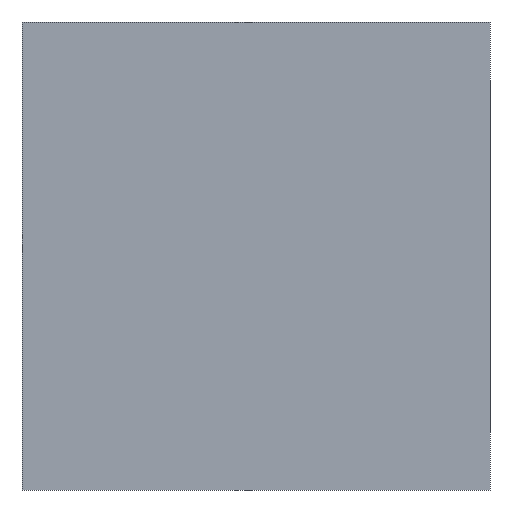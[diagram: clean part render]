
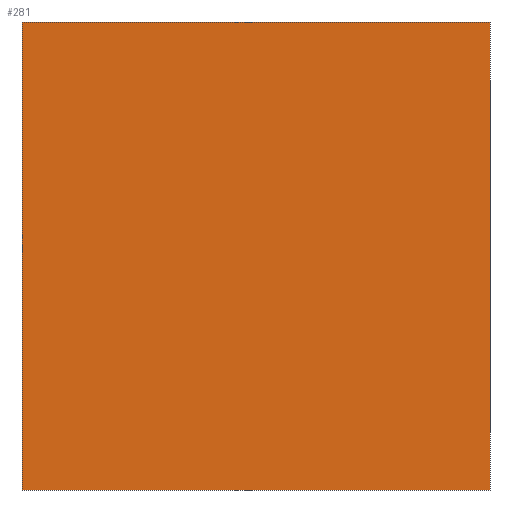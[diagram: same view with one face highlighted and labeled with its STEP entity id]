
A CAD part, front view. The second image highlights one B-rep face of the part: STEP entity #281.
In plain terms, the highlighted planar face has unit normal (0, -1, 0).
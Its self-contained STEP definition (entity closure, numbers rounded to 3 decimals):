
#48=ORIENTED_EDGE('',*,*,#100,.T.);
#49=ORIENTED_EDGE('',*,*,#108,.T.);
#50=ORIENTED_EDGE('',*,*,#92,.T.);
#51=ORIENTED_EDGE('',*,*,#110,.T.);
#92=EDGE_CURVE('',#128,#129,#152,.T.);
#100=EDGE_CURVE('',#136,#137,#160,.T.);
#108=EDGE_CURVE('',#137,#128,#168,.T.);
#110=EDGE_CURVE('',#129,#136,#170,.T.);
#128=VERTEX_POINT('',#394);
#129=VERTEX_POINT('',#395);
#136=VERTEX_POINT('',#411);
#137=VERTEX_POINT('',#412);
#152=LINE('',#393,#188);
#160=LINE('',#410,#196);
#168=LINE('',#427,#204);
#170=LINE('',#430,#206);
#188=VECTOR('',#325,1000.);
#196=VECTOR('',#335,1000.);
#204=VECTOR('',#345,1000.);
#206=VECTOR('',#349,1000.);
#231=EDGE_LOOP('',(#48,#49,#50,#51));
#249=FACE_BOUND('',#231,.T.);
#265=PLANE('',#310);
#281=ADVANCED_FACE('',(#249),#265,.T.);
#310=AXIS2_PLACEMENT_3D('',#433,#353,#354);
#325=DIRECTION('',(-1.,0.,0.));
#335=DIRECTION('',(1.,0.,0.));
#345=DIRECTION('',(0.,0.,1.));
#349=DIRECTION('',(0.,0.,-1.));
#353=DIRECTION('',(0.,-1.,0.));
#354=DIRECTION('',(0.,0.,-1.));
#393=CARTESIAN_POINT('',(40.,0.,40.));
#394=CARTESIAN_POINT('',(40.,0.,40.));
#395=CARTESIAN_POINT('',(-40.,0.,40.));
#410=CARTESIAN_POINT('',(-40.,0.,-40.));
#411=CARTESIAN_POINT('',(-40.,0.,-40.));
#412=CARTESIAN_POINT('',(40.,0.,-40.));
#427=CARTESIAN_POINT('',(40.,0.,-40.));
#430=CARTESIAN_POINT('',(-40.,0.,40.));
#433=CARTESIAN_POINT('',(0.,0.,0.));
